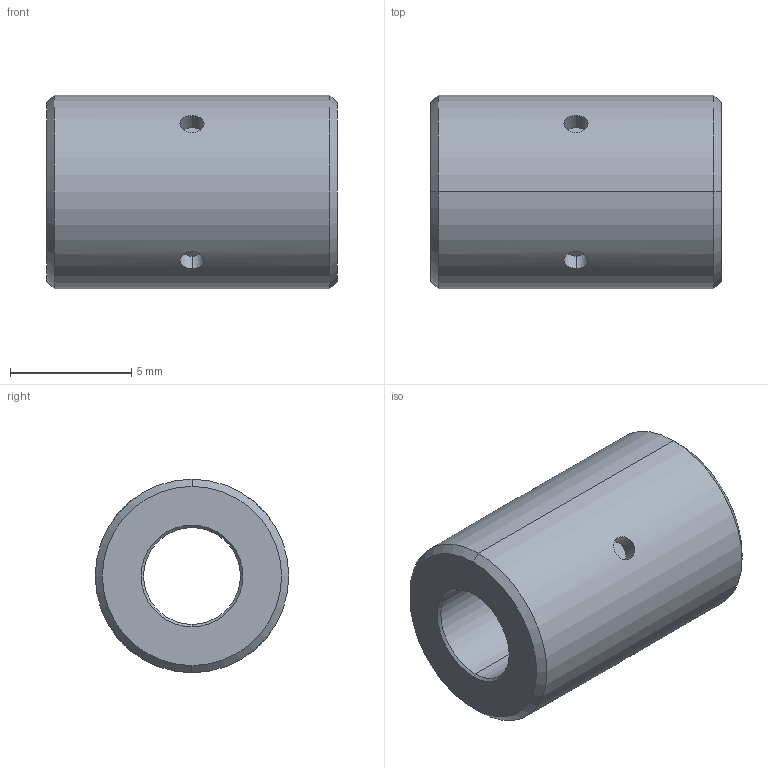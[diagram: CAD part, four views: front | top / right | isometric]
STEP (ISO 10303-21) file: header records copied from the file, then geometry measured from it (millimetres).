
FILE_DESCRIPTION(('STEP AP214'),'1');
FILE_NAME('dbl_408x.stp','2019-04-15T17:00:08',('TraceParts'),('TraceParts S.A.'),'Spatial InterOp 3D',' ',' ');
FILE_SCHEMA(('AUTOMOTIVE_DESIGN { 1 0 10303 214 1 1 1 1 }'));
Length unit declared in the file: millimetre
Products named in the file (1): dbl_408x
Bounding box: 12 x 8 x 8 mm (x, y, z)
Volume: 447.7 mm3; surface area: 526.5 mm2
Topology: 1 solids, 1 shells, 26 faces, 52 edges, 32 vertices
Faces by surface type: cylinder 12, cone 8, plane 6
Entity records: 977 total; most frequent: CARTESIAN_POINT 191, DIRECTION 122, ORIENTED_EDGE 104, EDGE_CURVE 52, AXIS2_PLACEMENT_3D 51, EDGE_LOOP 32, VERTEX_POINT 32, STYLED_ITEM 27
